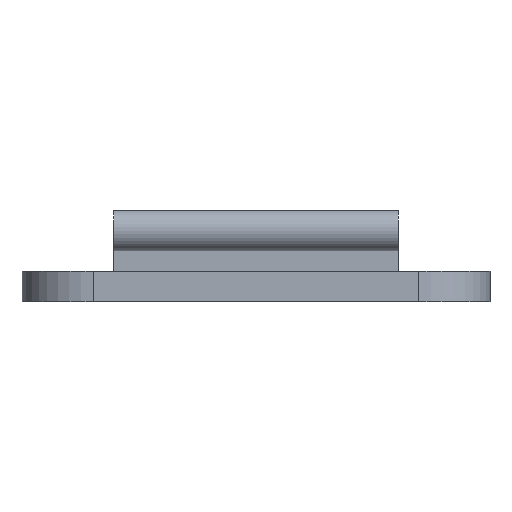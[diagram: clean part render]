
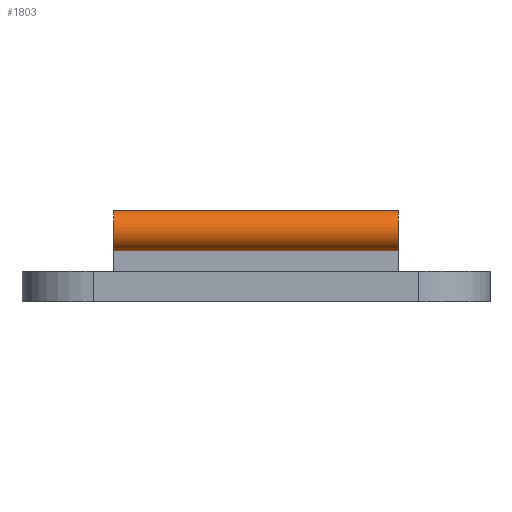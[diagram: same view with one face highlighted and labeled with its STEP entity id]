
A CAD part, left-side view. The second image highlights one B-rep face of the part: STEP entity #1803.
In plain terms, the highlighted cylindrical face has radius 2 mm (diameter 4 mm), a partial arc.
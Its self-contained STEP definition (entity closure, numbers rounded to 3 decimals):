
#44 = PLANE('',#45);
#45 = AXIS2_PLACEMENT_3D('',#46,#47,#48);
#46 = CARTESIAN_POINT('',(-39.554,14.,6.006));
#47 = DIRECTION('',(0.,1.,0.));
#48 = DIRECTION('',(0.,0.,1.));
#100 = PLANE('',#101);
#101 = AXIS2_PLACEMENT_3D('',#102,#103,#104);
#102 = CARTESIAN_POINT('',(-39.554,-14.,6.006));
#103 = DIRECTION('',(0.,1.,0.));
#104 = DIRECTION('',(0.,0.,1.));
#151 = PLANE('',#152);
#152 = AXIS2_PLACEMENT_3D('',#153,#154,#155);
#153 = CARTESIAN_POINT('',(-40.,14.,3.));
#154 = DIRECTION('',(-1.,0.,0.));
#155 = DIRECTION('',(0.,0.,1.));
#632 = VERTEX_POINT('',#633);
#633 = CARTESIAN_POINT('',(-40.,14.,5.));
#654 = EDGE_CURVE('',#655,#632,#657,.T.);
#655 = VERTEX_POINT('',#656);
#656 = CARTESIAN_POINT('',(-40.,14.,9.));
#657 = SURFACE_CURVE('',#658,(#663,#674),.PCURVE_S1.);
#658 = CIRCLE('',#659,2.);
#659 = AXIS2_PLACEMENT_3D('',#660,#661,#662);
#660 = CARTESIAN_POINT('',(-40.,14.,7.));
#661 = DIRECTION('',(0.,-1.,0.));
#662 = DIRECTION('',(1.,0.,0.));
#663 = PCURVE('',#44,#664);
#664 = DEFINITIONAL_REPRESENTATION('',(#665),#673);
#665 = ( BOUNDED_CURVE() B_SPLINE_CURVE(2,(#666,#667,#668,#669,#670,#671
,#672),.UNSPECIFIED.,.T.,.F.) B_SPLINE_CURVE_WITH_KNOTS((1,2,2,2,2,1),(
    -2.094,0.,2.094,4.189,6.283,
8.378),.UNSPECIFIED.) CURVE() GEOMETRIC_REPRESENTATION_ITEM() 
RATIONAL_B_SPLINE_CURVE((1.,0.5,1.,0.5,1.,0.5,1.)) REPRESENTATION_ITEM(
  '') );
#666 = CARTESIAN_POINT('',(0.994,1.554));
#667 = CARTESIAN_POINT('',(4.458,1.554));
#668 = CARTESIAN_POINT('',(2.726,-1.446));
#669 = CARTESIAN_POINT('',(0.994,-4.446));
#670 = CARTESIAN_POINT('',(-0.738,-1.446));
#671 = CARTESIAN_POINT('',(-2.47,1.554));
#672 = CARTESIAN_POINT('',(0.994,1.554));
#673 = ( GEOMETRIC_REPRESENTATION_CONTEXT(2) 
PARAMETRIC_REPRESENTATION_CONTEXT() REPRESENTATION_CONTEXT('2D SPACE',''
  ) );
#674 = PCURVE('',#675,#680);
#675 = CYLINDRICAL_SURFACE('',#676,2.);
#676 = AXIS2_PLACEMENT_3D('',#677,#678,#679);
#677 = CARTESIAN_POINT('',(-40.,14.,7.));
#678 = DIRECTION('',(0.,1.,0.));
#679 = DIRECTION('',(1.,0.,0.));
#680 = DEFINITIONAL_REPRESENTATION('',(#681),#685);
#681 = LINE('',#682,#683);
#682 = CARTESIAN_POINT('',(-0.,0.));
#683 = VECTOR('',#684,1.);
#684 = DIRECTION('',(-1.,0.));
#685 = ( GEOMETRIC_REPRESENTATION_CONTEXT(2) 
PARAMETRIC_REPRESENTATION_CONTEXT() REPRESENTATION_CONTEXT('2D SPACE',''
  ) );
#703 = PLANE('',#704);
#704 = AXIS2_PLACEMENT_3D('',#705,#706,#707);
#705 = CARTESIAN_POINT('',(-40.,14.,9.));
#706 = DIRECTION('',(0.,0.,1.));
#707 = DIRECTION('',(1.,0.,0.));
#801 = VERTEX_POINT('',#802);
#802 = CARTESIAN_POINT('',(-40.,-14.,5.));
#823 = EDGE_CURVE('',#632,#801,#824,.T.);
#824 = SURFACE_CURVE('',#825,(#829,#836),.PCURVE_S1.);
#825 = LINE('',#826,#827);
#826 = CARTESIAN_POINT('',(-40.,14.,5.));
#827 = VECTOR('',#828,1.);
#828 = DIRECTION('',(0.,-1.,0.));
#829 = PCURVE('',#151,#830);
#830 = DEFINITIONAL_REPRESENTATION('',(#831),#835);
#831 = LINE('',#832,#833);
#832 = CARTESIAN_POINT('',(2.,0.));
#833 = VECTOR('',#834,1.);
#834 = DIRECTION('',(0.,-1.));
#835 = ( GEOMETRIC_REPRESENTATION_CONTEXT(2) 
PARAMETRIC_REPRESENTATION_CONTEXT() REPRESENTATION_CONTEXT('2D SPACE',''
  ) );
#836 = PCURVE('',#675,#837);
#837 = DEFINITIONAL_REPRESENTATION('',(#838),#842);
#838 = LINE('',#839,#840);
#839 = CARTESIAN_POINT('',(-4.712,0.));
#840 = VECTOR('',#841,1.);
#841 = DIRECTION('',(-0.,-1.));
#842 = ( GEOMETRIC_REPRESENTATION_CONTEXT(2) 
PARAMETRIC_REPRESENTATION_CONTEXT() REPRESENTATION_CONTEXT('2D SPACE',''
  ) );
#875 = EDGE_CURVE('',#876,#801,#878,.T.);
#876 = VERTEX_POINT('',#877);
#877 = CARTESIAN_POINT('',(-40.,-14.,9.));
#878 = SURFACE_CURVE('',#879,(#884,#895),.PCURVE_S1.);
#879 = CIRCLE('',#880,2.);
#880 = AXIS2_PLACEMENT_3D('',#881,#882,#883);
#881 = CARTESIAN_POINT('',(-40.,-14.,7.));
#882 = DIRECTION('',(0.,-1.,0.));
#883 = DIRECTION('',(1.,0.,0.));
#884 = PCURVE('',#100,#885);
#885 = DEFINITIONAL_REPRESENTATION('',(#886),#894);
#886 = ( BOUNDED_CURVE() B_SPLINE_CURVE(2,(#887,#888,#889,#890,#891,#892
,#893),.UNSPECIFIED.,.T.,.F.) B_SPLINE_CURVE_WITH_KNOTS((1,2,2,2,2,1),(
    -2.094,0.,2.094,4.189,6.283,
8.378),.UNSPECIFIED.) CURVE() GEOMETRIC_REPRESENTATION_ITEM() 
RATIONAL_B_SPLINE_CURVE((1.,0.5,1.,0.5,1.,0.5,1.)) REPRESENTATION_ITEM(
  '') );
#887 = CARTESIAN_POINT('',(0.994,1.554));
#888 = CARTESIAN_POINT('',(4.458,1.554));
#889 = CARTESIAN_POINT('',(2.726,-1.446));
#890 = CARTESIAN_POINT('',(0.994,-4.446));
#891 = CARTESIAN_POINT('',(-0.738,-1.446));
#892 = CARTESIAN_POINT('',(-2.47,1.554));
#893 = CARTESIAN_POINT('',(0.994,1.554));
#894 = ( GEOMETRIC_REPRESENTATION_CONTEXT(2) 
PARAMETRIC_REPRESENTATION_CONTEXT() REPRESENTATION_CONTEXT('2D SPACE',''
  ) );
#895 = PCURVE('',#675,#896);
#896 = DEFINITIONAL_REPRESENTATION('',(#897),#901);
#897 = LINE('',#898,#899);
#898 = CARTESIAN_POINT('',(-0.,-28.));
#899 = VECTOR('',#900,1.);
#900 = DIRECTION('',(-1.,0.));
#901 = ( GEOMETRIC_REPRESENTATION_CONTEXT(2) 
PARAMETRIC_REPRESENTATION_CONTEXT() REPRESENTATION_CONTEXT('2D SPACE',''
  ) );
#1780 = EDGE_CURVE('',#655,#876,#1781,.T.);
#1781 = SURFACE_CURVE('',#1782,(#1786,#1793),.PCURVE_S1.);
#1782 = LINE('',#1783,#1784);
#1783 = CARTESIAN_POINT('',(-40.,14.,9.));
#1784 = VECTOR('',#1785,1.);
#1785 = DIRECTION('',(0.,-1.,0.));
#1786 = PCURVE('',#703,#1787);
#1787 = DEFINITIONAL_REPRESENTATION('',(#1788),#1792);
#1788 = LINE('',#1789,#1790);
#1789 = CARTESIAN_POINT('',(0.,0.));
#1790 = VECTOR('',#1791,1.);
#1791 = DIRECTION('',(0.,-1.));
#1792 = ( GEOMETRIC_REPRESENTATION_CONTEXT(2) 
PARAMETRIC_REPRESENTATION_CONTEXT() REPRESENTATION_CONTEXT('2D SPACE',''
  ) );
#1793 = PCURVE('',#675,#1794);
#1794 = DEFINITIONAL_REPRESENTATION('',(#1795),#1799);
#1795 = LINE('',#1796,#1797);
#1796 = CARTESIAN_POINT('',(-1.571,0.));
#1797 = VECTOR('',#1798,1.);
#1798 = DIRECTION('',(-0.,-1.));
#1799 = ( GEOMETRIC_REPRESENTATION_CONTEXT(2) 
PARAMETRIC_REPRESENTATION_CONTEXT() REPRESENTATION_CONTEXT('2D SPACE',''
  ) );
#1803 = ADVANCED_FACE('',(#1804),#675,.T.);
#1804 = FACE_BOUND('',#1805,.F.);
#1805 = EDGE_LOOP('',(#1806,#1807,#1808,#1809));
#1806 = ORIENTED_EDGE('',*,*,#1780,.T.);
#1807 = ORIENTED_EDGE('',*,*,#875,.T.);
#1808 = ORIENTED_EDGE('',*,*,#823,.F.);
#1809 = ORIENTED_EDGE('',*,*,#654,.F.);
